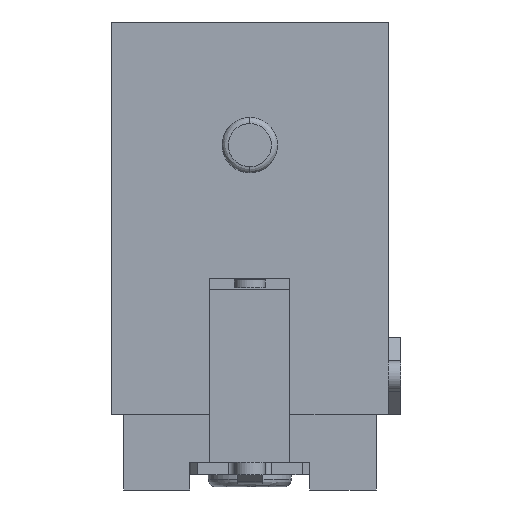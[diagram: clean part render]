
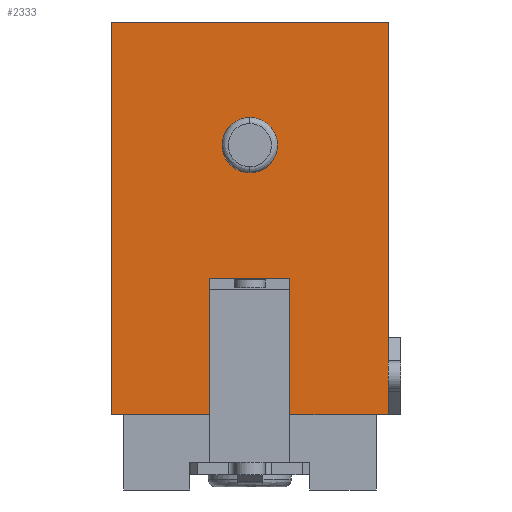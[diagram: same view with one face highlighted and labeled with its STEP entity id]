
A CAD part, front view. The second image highlights one B-rep face of the part: STEP entity #2333.
In plain terms, the highlighted planar face has unit normal (0, -1, 0).
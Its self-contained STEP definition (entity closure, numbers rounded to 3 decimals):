
#148 = DIRECTION ( 'NONE',  ( 0., 1., 0. ) ) ;
#150 = CARTESIAN_POINT ( 'NONE',  ( 1.3, 0., -8.325 ) ) ;
#236 = DIRECTION ( 'NONE',  ( 0., 0., 1. ) ) ;
#352 = VERTEX_POINT ( 'NONE', #5389 ) ;
#360 = EDGE_CURVE ( 'NONE', #723, #4165, #3499, .T. ) ;
#425 = EDGE_CURVE ( 'NONE', #352, #2083, #6004, .T. ) ;
#482 = DIRECTION ( 'NONE',  ( 0., 0., 1. ) ) ;
#604 = VERTEX_POINT ( 'NONE', #3403 ) ;
#683 = LINE ( 'NONE', #3510, #2650 ) ;
#723 = VERTEX_POINT ( 'NONE', #1983 ) ;
#773 = VECTOR ( 'NONE', #236, 1000. ) ;
#805 = CARTESIAN_POINT ( 'NONE',  ( -4.5, 0., -8.325 ) ) ;
#831 = DIRECTION ( 'NONE',  ( 0., 1., 0. ) ) ;
#916 = LINE ( 'NONE', #2798, #3316 ) ;
#1012 = ORIENTED_EDGE ( 'NONE', *, *, #425, .F. ) ;
#1031 = CARTESIAN_POINT ( 'NONE',  ( -4.5, 0., 0. ) ) ;
#1257 = DIRECTION ( 'NONE',  ( 0., 0., -1. ) ) ;
#1305 = CARTESIAN_POINT ( 'NONE',  ( -4.5, 0., -12.75 ) ) ;
#1325 = DIRECTION ( 'NONE',  ( -1., 0., 0. ) ) ;
#1486 = EDGE_LOOP ( 'NONE', ( #1012, #3741, #1578, #1943, #1524, #4166, #5317, #4646 ) ) ;
#1524 = ORIENTED_EDGE ( 'NONE', *, *, #5085, .T. ) ;
#1567 = DIRECTION ( 'NONE',  ( 1., 0., 0. ) ) ;
#1578 = ORIENTED_EDGE ( 'NONE', *, *, #4886, .T. ) ;
#1637 = ORIENTED_EDGE ( 'NONE', *, *, #2013, .T. ) ;
#1647 = VERTEX_POINT ( 'NONE', #3425 ) ;
#1719 = EDGE_CURVE ( 'NONE', #352, #604, #683, .T. ) ;
#1727 = VERTEX_POINT ( 'NONE', #150 ) ;
#1846 = DIRECTION ( 'NONE',  ( 1., 0., 0. ) ) ;
#1943 = ORIENTED_EDGE ( 'NONE', *, *, #4965, .T. ) ;
#1983 = CARTESIAN_POINT ( 'NONE',  ( 4.5, 0., 0. ) ) ;
#2013 = EDGE_CURVE ( 'NONE', #1647, #3529, #5131, .T. ) ;
#2038 = CARTESIAN_POINT ( 'NONE',  ( 0., 0., -4. ) ) ;
#2083 = VERTEX_POINT ( 'NONE', #1031 ) ;
#2201 = CARTESIAN_POINT ( 'NONE',  ( 0., 0., -3.1 ) ) ;
#2228 = FACE_OUTER_BOUND ( 'NONE', #1486, .T. ) ;
#2234 = EDGE_LOOP ( 'NONE', ( #2687, #1637 ) ) ;
#2245 = DIRECTION ( 'NONE',  ( 0., 0., 1. ) ) ;
#2333 = ADVANCED_FACE ( 'NONE', ( #4238, #2228 ), #2692, .T. ) ;
#2551 = AXIS2_PLACEMENT_3D ( 'NONE', #5060, #831, #482 ) ;
#2650 = VECTOR ( 'NONE', #1567, 1000. ) ;
#2651 = CARTESIAN_POINT ( 'NONE',  ( -1.3, 0., -8.325 ) ) ;
#2687 = ORIENTED_EDGE ( 'NONE', *, *, #4442, .T. ) ;
#2692 = PLANE ( 'NONE',  #3159 ) ;
#2698 = VECTOR ( 'NONE', #3018, 1000. ) ;
#2753 = CARTESIAN_POINT ( 'NONE',  ( 4.5, 0., -12.75 ) ) ;
#2768 = DIRECTION ( 'NONE',  ( 0., 0., -1. ) ) ;
#2798 = CARTESIAN_POINT ( 'NONE',  ( 4.5, 0., -12.75 ) ) ;
#2899 = VECTOR ( 'NONE', #2245, 1000. ) ;
#2942 = DIRECTION ( 'NONE',  ( 0., 0., 1. ) ) ;
#3018 = DIRECTION ( 'NONE',  ( 0., 0., -1. ) ) ;
#3081 = EDGE_CURVE ( 'NONE', #5044, #4165, #916, .T. ) ;
#3109 = LINE ( 'NONE', #805, #5013 ) ;
#3159 = AXIS2_PLACEMENT_3D ( 'NONE', #1305, #6050, #2768 ) ;
#3316 = VECTOR ( 'NONE', #5450, 1000. ) ;
#3403 = CARTESIAN_POINT ( 'NONE',  ( -1.3, 0., -12.75 ) ) ;
#3425 = CARTESIAN_POINT ( 'NONE',  ( 0., 0., -4.9 ) ) ;
#3499 = LINE ( 'NONE', #4500, #2698 ) ;
#3510 = CARTESIAN_POINT ( 'NONE',  ( 4.5, 0., -12.75 ) ) ;
#3514 = AXIS2_PLACEMENT_3D ( 'NONE', #2038, #148, #2942 ) ;
#3529 = VERTEX_POINT ( 'NONE', #2201 ) ;
#3598 = LINE ( 'NONE', #5486, #5985 ) ;
#3741 = ORIENTED_EDGE ( 'NONE', *, *, #1719, .T. ) ;
#3817 = VECTOR ( 'NONE', #1325, 1000. ) ;
#4045 = VERTEX_POINT ( 'NONE', #2651 ) ;
#4165 = VERTEX_POINT ( 'NONE', #2753 ) ;
#4166 = ORIENTED_EDGE ( 'NONE', *, *, #3081, .T. ) ;
#4238 = FACE_BOUND ( 'NONE', #2234, .T. ) ;
#4438 = CARTESIAN_POINT ( 'NONE',  ( -1.3, 0., -12.75 ) ) ;
#4442 = EDGE_CURVE ( 'NONE', #3529, #1647, #5871, .T. ) ;
#4469 = LINE ( 'NONE', #4438, #773 ) ;
#4500 = CARTESIAN_POINT ( 'NONE',  ( 4.5, 0., -12.75 ) ) ;
#4537 = CARTESIAN_POINT ( 'NONE',  ( -4.5, 0., -12.75 ) ) ;
#4646 = ORIENTED_EDGE ( 'NONE', *, *, #4682, .T. ) ;
#4682 = EDGE_CURVE ( 'NONE', #723, #2083, #6044, .T. ) ;
#4886 = EDGE_CURVE ( 'NONE', #604, #4045, #4469, .T. ) ;
#4965 = EDGE_CURVE ( 'NONE', #4045, #1727, #3109, .T. ) ;
#5013 = VECTOR ( 'NONE', #1846, 1000. ) ;
#5044 = VERTEX_POINT ( 'NONE', #6036 ) ;
#5060 = CARTESIAN_POINT ( 'NONE',  ( 0., 0., -4. ) ) ;
#5085 = EDGE_CURVE ( 'NONE', #1727, #5044, #3598, .T. ) ;
#5131 = CIRCLE ( 'NONE', #2551, 0.9 ) ;
#5317 = ORIENTED_EDGE ( 'NONE', *, *, #360, .F. ) ;
#5389 = CARTESIAN_POINT ( 'NONE',  ( -4.5, 0., -12.75 ) ) ;
#5450 = DIRECTION ( 'NONE',  ( 1., 0., 0. ) ) ;
#5486 = CARTESIAN_POINT ( 'NONE',  ( 1.3, 0., -12.75 ) ) ;
#5871 = CIRCLE ( 'NONE', #3514, 0.9 ) ;
#5985 = VECTOR ( 'NONE', #1257, 1000. ) ;
#6004 = LINE ( 'NONE', #4537, #2899 ) ;
#6036 = CARTESIAN_POINT ( 'NONE',  ( 1.3, 0., -12.75 ) ) ;
#6044 = LINE ( 'NONE', #6077, #3817 ) ;
#6050 = DIRECTION ( 'NONE',  ( 0., -1., 0. ) ) ;
#6077 = CARTESIAN_POINT ( 'NONE',  ( -4.5, 0., 0. ) ) ;
